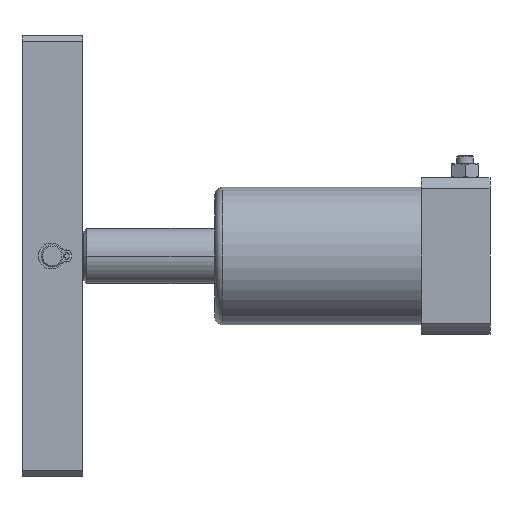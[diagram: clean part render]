
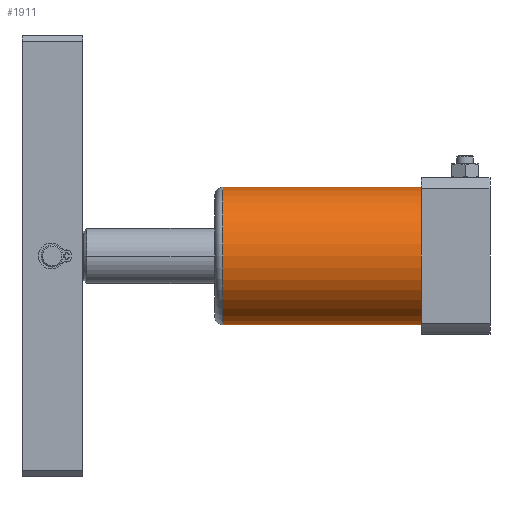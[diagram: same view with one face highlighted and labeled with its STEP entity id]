
A CAD part, left-side view. The second image highlights one B-rep face of the part: STEP entity #1911.
In plain terms, the highlighted cylindrical face has radius 25 mm (diameter 50 mm), a partial arc.
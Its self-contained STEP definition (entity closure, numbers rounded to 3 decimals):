
#373 = VERTEX_POINT ( 'NONE', #2029 ) ;
#377 = VERTEX_POINT ( 'NONE', #2023 ) ;
#382 = VERTEX_POINT ( 'NONE', #2020 ) ;
#393 = VERTEX_POINT ( 'NONE', #2009 ) ;
#1001 = EDGE_CURVE ( 'NONE', #373, #377, #1669, .T. ) ;
#1017 = EDGE_CURVE ( 'NONE', #393, #382, #3456, .T. ) ;
#1039 = EDGE_CURVE ( 'NONE', #393, #377, #3487, .T. ) ;
#1042 = EDGE_CURVE ( 'NONE', #382, #373, #3489, .T. ) ;
#1272 = AXIS2_PLACEMENT_3D ( 'NONE', #3042, #3048, #3050 ) ;
#1279 = AXIS2_PLACEMENT_3D ( 'NONE', #3061, #3060, #3055 ) ;
#1452 = EDGE_LOOP ( 'NONE', ( #5443, #5445, #5447, #5449 ) ) ;
#1669 = CIRCLE ( 'NONE', #1272, 25. ) ;
#1911 = ADVANCED_FACE ( 'NONE', ( #7819 ), #7826, .T. ) ;
#2009 = CARTESIAN_POINT ( 'NONE',  ( 0., 97., 25. ) ) ;
#2020 = CARTESIAN_POINT ( 'NONE',  ( 0., 97., -25. ) ) ;
#2023 = CARTESIAN_POINT ( 'NONE',  ( 0., 25., 25. ) ) ;
#2029 = CARTESIAN_POINT ( 'NONE',  ( 0., 25., -25. ) ) ;
#3042 = CARTESIAN_POINT ( 'NONE',  ( 0., 25., 0. ) ) ;
#3048 = DIRECTION ( 'NONE',  ( 0., 1., 0. ) ) ;
#3050 = DIRECTION ( 'NONE',  ( 0., 0., -1. ) ) ;
#3051 = DIRECTION ( 'NONE',  ( 0., -1., 0. ) ) ;
#3054 = CARTESIAN_POINT ( 'NONE',  ( 0., 100., 25. ) ) ;
#3055 = DIRECTION ( 'NONE',  ( 0., 0., 1. ) ) ;
#3060 = DIRECTION ( 'NONE',  ( 0., -1., 0. ) ) ;
#3061 = CARTESIAN_POINT ( 'NONE',  ( 0., 97., 0. ) ) ;
#3456 = CIRCLE ( 'NONE', #1279, 25. ) ;
#3487 = LINE ( 'NONE', #3054, #3490 ) ;
#3489 = LINE ( 'NONE', #4821, #3494 ) ;
#3490 = VECTOR ( 'NONE', #3051, 1000. ) ;
#3494 = VECTOR ( 'NONE', #4828, 1000. ) ;
#4821 = CARTESIAN_POINT ( 'NONE',  ( 0., 100., -25. ) ) ;
#4828 = DIRECTION ( 'NONE',  ( 0., -1., 0. ) ) ;
#5443 = ORIENTED_EDGE ( 'NONE', *, *, #1039, .F. ) ;
#5445 = ORIENTED_EDGE ( 'NONE', *, *, #1017, .T. ) ;
#5447 = ORIENTED_EDGE ( 'NONE', *, *, #1042, .T. ) ;
#5449 = ORIENTED_EDGE ( 'NONE', *, *, #1001, .T. ) ;
#6427 = AXIS2_PLACEMENT_3D ( 'NONE', #7411, #7409, #7402 ) ;
#7402 = DIRECTION ( 'NONE',  ( 0., 0., -1. ) ) ;
#7409 = DIRECTION ( 'NONE',  ( 0., -1., 0. ) ) ;
#7411 = CARTESIAN_POINT ( 'NONE',  ( 0., 100., 0. ) ) ;
#7819 = FACE_OUTER_BOUND ( 'NONE', #1452, .T. ) ;
#7826 = CYLINDRICAL_SURFACE ( 'NONE', #6427, 25. ) ;
